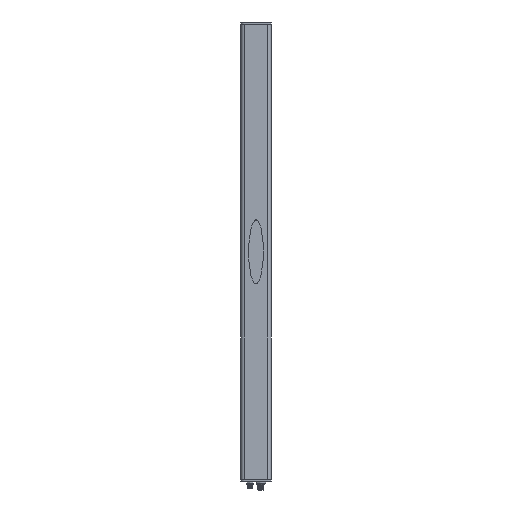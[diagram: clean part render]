
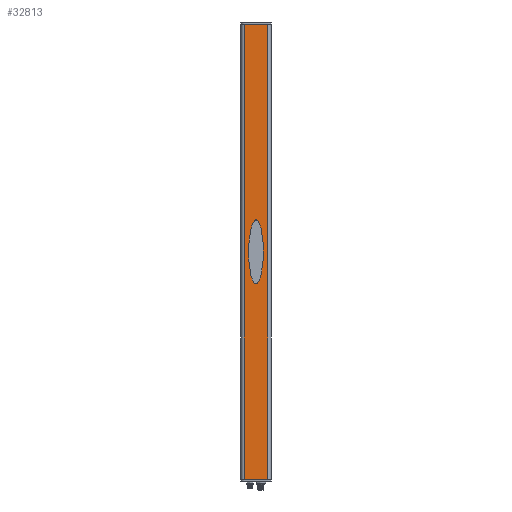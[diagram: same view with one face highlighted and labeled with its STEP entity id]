
A CAD part, front view. The second image highlights one B-rep face of the part: STEP entity #32813.
In plain terms, the highlighted planar face has unit normal (0, -1, 0).
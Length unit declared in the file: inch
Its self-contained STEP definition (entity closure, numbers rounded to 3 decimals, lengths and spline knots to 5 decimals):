
#13208=DIRECTION('',(1.,0.,0.));
#13209=VECTOR('',#13208,1.78741);
#13210=CARTESIAN_POINT('',(-0.89371,-0.64173,
0.));
#13211=LINE('',#13210,#13209);
#13212=DIRECTION('',(0.,0.,-1.));
#13213=VECTOR('',#13212,35.);
#13214=CARTESIAN_POINT('',(-0.89371,-0.64173,35.));
#13215=LINE('',#13214,#13213);
#13216=DIRECTION('',(-1.,0.,0.));
#13217=VECTOR('',#13216,1.78741);
#13218=CARTESIAN_POINT('',(0.89371,-0.64173,
35.));
#13219=LINE('',#13218,#13217);
#13220=DIRECTION('',(0.,0.,-1.));
#13221=VECTOR('',#13220,35.);
#13222=CARTESIAN_POINT('',(0.89371,-0.64173,
35.));
#13223=LINE('',#13222,#13221);
#13224=CARTESIAN_POINT('',(0.,-0.64173,15.03937));
#13225=CARTESIAN_POINT('',(-0.03364,-0.64173,
15.03937));
#13226=CARTESIAN_POINT('',(-0.08599,-0.64173,
15.05872));
#13227=CARTESIAN_POINT('',(-0.1571,-0.64173,
15.13036));
#13228=CARTESIAN_POINT('',(-0.2103,-0.64173,
15.20806));
#13229=CARTESIAN_POINT('',(-0.26251,-0.64173,
15.31023));
#13230=CARTESIAN_POINT('',(-0.31284,-0.64173,
15.43661));
#13231=CARTESIAN_POINT('',(-0.36042,-0.64173,
15.58613));
#13232=CARTESIAN_POINT('',(-0.40439,-0.64173,
15.75695));
#13233=CARTESIAN_POINT('',(-0.44402,-0.64173,
15.94648));
#13234=CARTESIAN_POINT('',(-0.47871,-0.64173,
16.15153));
#13235=CARTESIAN_POINT('',(-0.50803,-0.64173,
16.3685));
#13236=CARTESIAN_POINT('',(-0.53173,-0.64173,
16.59355));
#13237=CARTESIAN_POINT('',(-0.54976,-0.64173,
16.82284));
#13238=CARTESIAN_POINT('',(-0.56014,-0.64173,
17.0144));
#13239=CARTESIAN_POINT('',(-0.5658,-0.64173,
17.16628));
#13240=CARTESIAN_POINT('',(-0.56876,-0.64173,
17.27914));
#13241=CARTESIAN_POINT('',(-0.57021,-0.64173,
17.372));
#13242=CARTESIAN_POINT('',(-0.57077,-0.64173,
17.44548));
#13243=CARTESIAN_POINT('',(-0.57091,-0.64173,17.5));
#13244=CARTESIAN_POINT('',(-0.57077,-0.64173,
17.55452));
#13245=CARTESIAN_POINT('',(-0.57021,-0.64173,
17.628));
#13246=CARTESIAN_POINT('',(-0.56876,-0.64173,
17.72086));
#13247=CARTESIAN_POINT('',(-0.5658,-0.64173,
17.83372));
#13248=CARTESIAN_POINT('',(-0.56014,-0.64173,
17.9856));
#13249=CARTESIAN_POINT('',(-0.54976,-0.64173,
18.17716));
#13250=CARTESIAN_POINT('',(-0.53173,-0.64173,
18.40645));
#13251=CARTESIAN_POINT('',(-0.50803,-0.64173,
18.6315));
#13252=CARTESIAN_POINT('',(-0.47871,-0.64173,
18.84847));
#13253=CARTESIAN_POINT('',(-0.44402,-0.64173,
19.05352));
#13254=CARTESIAN_POINT('',(-0.40439,-0.64173,
19.24305));
#13255=CARTESIAN_POINT('',(-0.36042,-0.64173,
19.41387));
#13256=CARTESIAN_POINT('',(-0.31284,-0.64173,
19.56339));
#13257=CARTESIAN_POINT('',(-0.26251,-0.64173,
19.68977));
#13258=CARTESIAN_POINT('',(-0.2103,-0.64173,
19.79194));
#13259=CARTESIAN_POINT('',(-0.1571,-0.64173,
19.86964));
#13260=CARTESIAN_POINT('',(-0.08599,-0.64173,
19.94128));
#13261=CARTESIAN_POINT('',(-0.03364,-0.64173,
19.96063));
#13262=CARTESIAN_POINT('',(0.,-0.64173,19.96063));
#13264=CARTESIAN_POINT('',(0.,-0.64173,19.96063));
#13265=CARTESIAN_POINT('',(0.03364,-0.64173,
19.96063));
#13266=CARTESIAN_POINT('',(0.08599,-0.64173,
19.94128));
#13267=CARTESIAN_POINT('',(0.1571,-0.64173,
19.86964));
#13268=CARTESIAN_POINT('',(0.2103,-0.64173,
19.79194));
#13269=CARTESIAN_POINT('',(0.26251,-0.64173,
19.68977));
#13270=CARTESIAN_POINT('',(0.31284,-0.64173,
19.56339));
#13271=CARTESIAN_POINT('',(0.36042,-0.64173,
19.41387));
#13272=CARTESIAN_POINT('',(0.40439,-0.64173,
19.24305));
#13273=CARTESIAN_POINT('',(0.44402,-0.64173,
19.05352));
#13274=CARTESIAN_POINT('',(0.47871,-0.64173,
18.84847));
#13275=CARTESIAN_POINT('',(0.50803,-0.64173,
18.6315));
#13276=CARTESIAN_POINT('',(0.53173,-0.64173,
18.40645));
#13277=CARTESIAN_POINT('',(0.54976,-0.64173,
18.17716));
#13278=CARTESIAN_POINT('',(0.56014,-0.64173,
17.9856));
#13279=CARTESIAN_POINT('',(0.5658,-0.64173,
17.83372));
#13280=CARTESIAN_POINT('',(0.56876,-0.64173,
17.72086));
#13281=CARTESIAN_POINT('',(0.57021,-0.64173,
17.628));
#13282=CARTESIAN_POINT('',(0.57077,-0.64173,
17.55452));
#13283=CARTESIAN_POINT('',(0.57091,-0.64173,17.5));
#13284=CARTESIAN_POINT('',(0.57077,-0.64173,
17.44548));
#13285=CARTESIAN_POINT('',(0.57021,-0.64173,
17.372));
#13286=CARTESIAN_POINT('',(0.56876,-0.64173,
17.27914));
#13287=CARTESIAN_POINT('',(0.5658,-0.64173,
17.16628));
#13288=CARTESIAN_POINT('',(0.56014,-0.64173,
17.0144));
#13289=CARTESIAN_POINT('',(0.54976,-0.64173,
16.82284));
#13290=CARTESIAN_POINT('',(0.53173,-0.64173,
16.59355));
#13291=CARTESIAN_POINT('',(0.50803,-0.64173,
16.3685));
#13292=CARTESIAN_POINT('',(0.47871,-0.64173,
16.15153));
#13293=CARTESIAN_POINT('',(0.44402,-0.64173,
15.94648));
#13294=CARTESIAN_POINT('',(0.40439,-0.64173,
15.75695));
#13295=CARTESIAN_POINT('',(0.36042,-0.64173,
15.58613));
#13296=CARTESIAN_POINT('',(0.31284,-0.64173,
15.43661));
#13297=CARTESIAN_POINT('',(0.26251,-0.64173,
15.31023));
#13298=CARTESIAN_POINT('',(0.2103,-0.64173,
15.20806));
#13299=CARTESIAN_POINT('',(0.1571,-0.64173,
15.13036));
#13300=CARTESIAN_POINT('',(0.08599,-0.64173,
15.05872));
#13301=CARTESIAN_POINT('',(0.03364,-0.64173,
15.03937));
#13302=CARTESIAN_POINT('',(0.,-0.64173,15.03937));
#20436=CARTESIAN_POINT('',(0.89371,-0.64173,
35.));
#20437=CARTESIAN_POINT('',(-0.89371,-0.64173,35.));
#20438=VERTEX_POINT('',#20436);
#20439=VERTEX_POINT('',#20437);
#20865=CARTESIAN_POINT('',(-0.89371,-0.64173,
0.));
#20866=CARTESIAN_POINT('',(0.89371,-0.64173,
0.));
#20867=VERTEX_POINT('',#20865);
#20868=VERTEX_POINT('',#20866);
#21993=VERTEX_POINT('',#13224);
#21994=VERTEX_POINT('',#13262);
#32795=CARTESIAN_POINT('',(-1.16929,-0.64173,0.));
#32796=DIRECTION('',(0.,-1.,0.));
#32797=DIRECTION('',(1.,0.,0.));
#32798=AXIS2_PLACEMENT_3D('',#32795,#32796,#32797);
#32799=PLANE('',#32798);
#32800=ORIENTED_EDGE('',*,*,#32787,.F.);
#32801=ORIENTED_EDGE('',*,*,#32374,.F.);
#32803=ORIENTED_EDGE('',*,*,#32802,.F.);
#32804=ORIENTED_EDGE('',*,*,#32624,.T.);
#32805=EDGE_LOOP('',(#32800,#32801,#32803,#32804));
#32806=FACE_OUTER_BOUND('',#32805,.F.);
#32808=ORIENTED_EDGE('',*,*,#32807,.F.);
#32810=ORIENTED_EDGE('',*,*,#32809,.F.);
#32811=EDGE_LOOP('',(#32808,#32810));
#32812=FACE_BOUND('',#32811,.F.);
#32813=ADVANCED_FACE('',(#32806,#32812),#32799,.T.);
#13263=B_SPLINE_CURVE_WITH_KNOTS('',3,(#13224,#13225,#13226,#13227,#13228,
#13229,#13230,#13231,#13232,#13233,#13234,#13235,#13236,#13237,#13238,#13239,
#13240,#13241,#13242,#13243,#13244,#13245,#13246,#13247,#13248,#13249,#13250,
#13251,#13252,#13253,#13254,#13255,#13256,#13257,#13258,#13259,#13260,#13261,
#13262),.UNSPECIFIED.,.F.,.F.,(4,1,1,1,1,1,1,1,1,1,1,1,1,1,1,1,1,1,1,1,1,1,1,1,
1,1,1,1,1,1,1,1,1,1,1,1,4),(0.,0.0625,0.09375,0.125,0.15625,0.1875,
0.21875,0.25,0.28125,0.3125,0.34375,0.375,0.40625,0.4375,
0.45313,0.46875,0.48438,0.49219,0.5,0.50781,0.51563,
0.53125,0.54688,0.5625,0.59375,0.625,0.65625,0.6875,0.71875,
0.75,0.78125,0.8125,0.84375,0.875,0.90625,0.9375,1.),
.UNSPECIFIED.);
#13303=B_SPLINE_CURVE_WITH_KNOTS('',3,(#13264,#13265,#13266,#13267,#13268,
#13269,#13270,#13271,#13272,#13273,#13274,#13275,#13276,#13277,#13278,#13279,
#13280,#13281,#13282,#13283,#13284,#13285,#13286,#13287,#13288,#13289,#13290,
#13291,#13292,#13293,#13294,#13295,#13296,#13297,#13298,#13299,#13300,#13301,
#13302),.UNSPECIFIED.,.F.,.F.,(4,1,1,1,1,1,1,1,1,1,1,1,1,1,1,1,1,1,1,1,1,1,1,1,
1,1,1,1,1,1,1,1,1,1,1,1,4),(0.,0.0625,0.09375,0.125,0.15625,0.1875,
0.21875,0.25,0.28125,0.3125,0.34375,0.375,0.40625,0.4375,
0.45313,0.46875,0.48438,0.49219,0.5,0.50781,0.51563,
0.53125,0.54688,0.5625,0.59375,0.625,0.65625,0.6875,0.71875,
0.75,0.78125,0.8125,0.84375,0.875,0.90625,0.9375,1.),
.UNSPECIFIED.);
#32374=EDGE_CURVE('',#20439,#20867,#13215,.T.);
#32624=EDGE_CURVE('',#20438,#20868,#13223,.T.);
#32787=EDGE_CURVE('',#20867,#20868,#13211,.T.);
#32802=EDGE_CURVE('',#20438,#20439,#13219,.T.);
#32807=EDGE_CURVE('',#21993,#21994,#13263,.T.);
#32809=EDGE_CURVE('',#21994,#21993,#13303,.T.);
